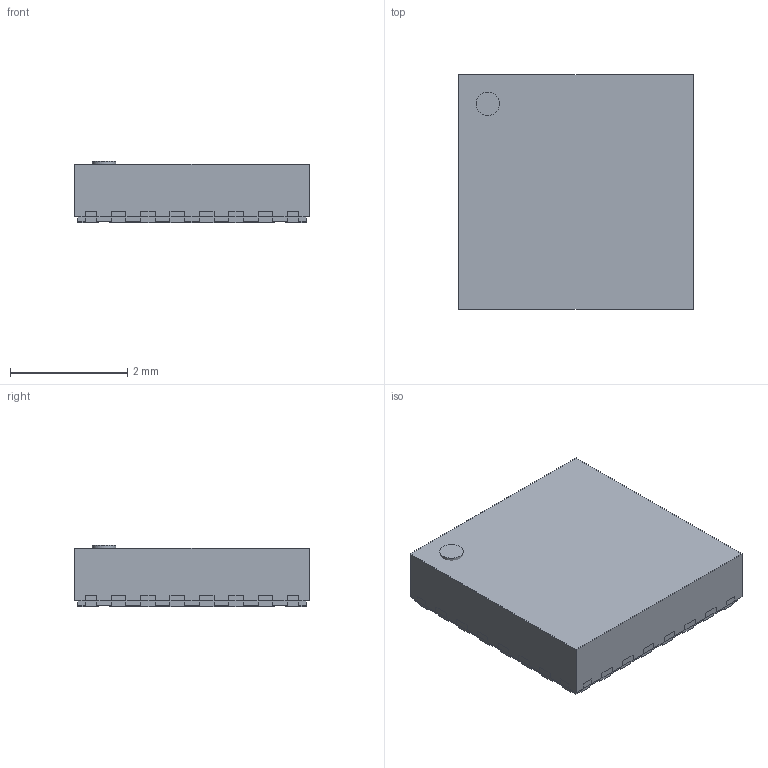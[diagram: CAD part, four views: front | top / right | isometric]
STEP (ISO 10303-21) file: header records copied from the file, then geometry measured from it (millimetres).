
FILE_DESCRIPTION(('FreeCAD Model'),'2;1');
FILE_NAME('TI_VQFN-25_RGE0024K.step','2021-05-29T18:54:43',( 'kicad StepUp'),('ksu MCAD'),'Open CASCADE STEP processor 7.3', 'FreeCAD','Unknown');
FILE_SCHEMA(('AUTOMOTIVE_DESIGN { 1 0 10303 214 1 1 1 1 }'));
Length unit declared in the file: millimetre
Products named in the file (1): TI_VQFN-25_RGE0024K
Bounding box: 4 x 4 x 1.05 mm (x, y, z)
Volume: 15.8 mm3; surface area: 85.6 mm2
Topology: 31 solids, 31 shells, 460 faces, 1185 edges, 790 vertices
Faces by surface type: plane 411, cylinder 49
Full cylindrical faces by diameter (mm): 0.4 x1
Entity records: 16964 total; most frequent: CARTESIAN_POINT 2436, ORIENTED_EDGE 2370, DIRECTION 2205, EDGE_CURVE 1185, LINE 1087, VECTOR 1087, VERTEX_POINT 790, AXIS2_PLACEMENT_3D 559
